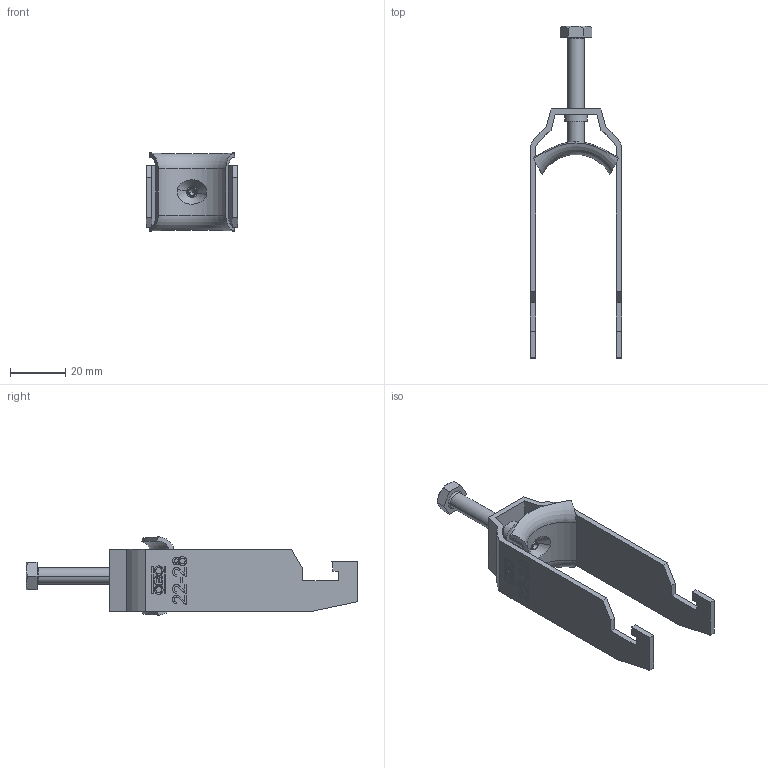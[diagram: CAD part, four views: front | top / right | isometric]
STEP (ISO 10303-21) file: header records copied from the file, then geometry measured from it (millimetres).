
FILE_DESCRIPTION (( 'STEP AP214' ), '1' );
FILE_NAME ('1186523.STEP', '2023-09-04T08:38:56', ( '' ), ( '' ), 'SwSTEP 2.0', 'SolidWorks 2022', '' );
FILE_SCHEMA (( 'AUTOMOTIVE_DESIGN' ));
Length unit declared in the file: millimetre
Products named in the file (4): 157109_2Fach; 203432_Standard; 1186523; 142951_M6 x 38
Assembly tree (3 placements, depth 2):
  1186523
    142951_M6 x 38
    203432_Standard
    157109_2Fach
Bounding box: 33 x 120 x 28.26 mm (x, y, z)
Volume: 10972.9 mm3; surface area: 12475.6 mm2
Topology: 3 solids, 3 shells, 234 faces, 610 edges, 404 vertices
Faces by surface type: plane 125, bspline 57, cylinder 34, cone 10, torus 8
Entity records: 12680 total; most frequent: CARTESIAN_POINT 6699, ORIENTED_EDGE 1212, DIRECTION 910, EDGE_CURVE 606, VERTEX_POINT 404, VECTOR 344, LINE 344, AXIS2_PLACEMENT_3D 283
